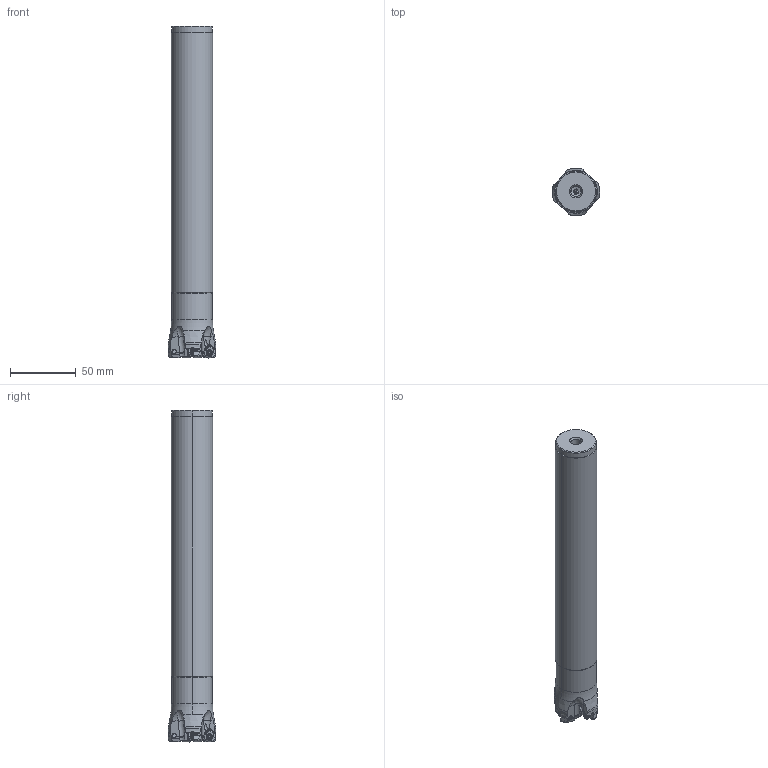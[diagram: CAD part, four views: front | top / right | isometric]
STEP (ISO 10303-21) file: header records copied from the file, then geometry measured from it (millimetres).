
FILE_DESCRIPTION(/* description */ (''),/* implementation_level */ '2;1');
FILE_NAME(/* name */ 'WJX09UR2404SA20L.stp',/* time_stamp */ '2020-10-29T16:34:37+09:00',/* author */ (''),/* organization */ (''),/* preprocessor_version */ 'ST-DEVELOPER v16',/* originating_system */ 'SIEMENS PLM Software NX 10.0',/* authorisation */ '');
FILE_SCHEMA (('AUTOMOTIVE_DESIGN { 1 0 10303 214 3 1 1 1 }'));
Length unit declared in the file: millimetre
Products named in the file (1): WJX09UR2404SA20L_ASM
Bounding box: 36.26 x 36.26 x 253.2 mm (x, y, z)
Volume: 185091.1 mm3; surface area: 34033.6 mm2
Topology: 5 solids, 5 shells, 515 faces, 1521 edges, 1002 vertices
Faces by surface type: cylinder 214, plane 135, cone 58, torus 48, sphere 32, bspline 28
Entity records: 24373 total; most frequent: CARTESIAN_POINT 10986, ORIENTED_EDGE 3002, DIRECTION 2614, EDGE_CURVE 1501, AXIS2_PLACEMENT_3D 1103, VERTEX_POINT 995, EDGE_LOOP 530, ADVANCED_FACE 515
